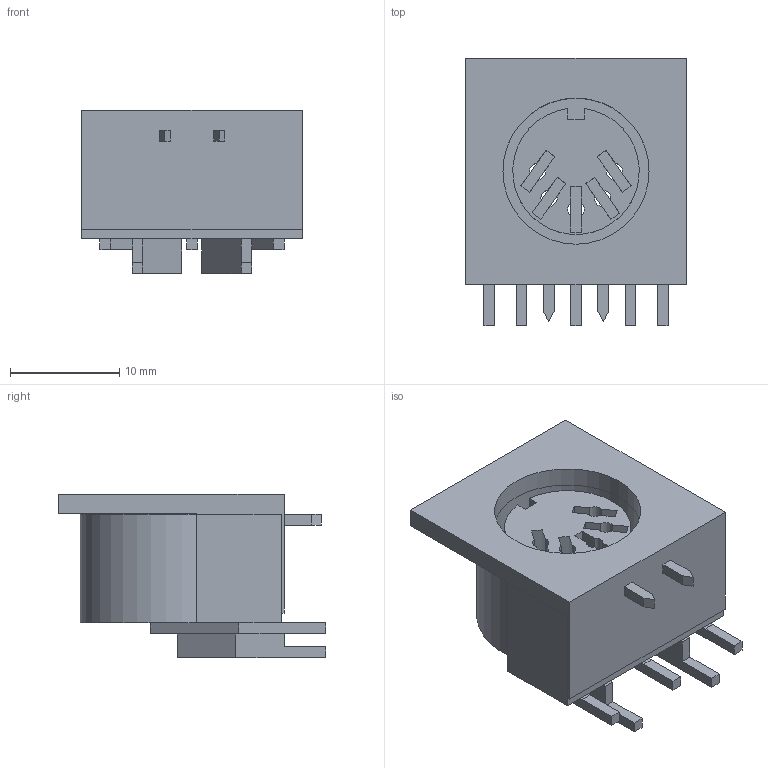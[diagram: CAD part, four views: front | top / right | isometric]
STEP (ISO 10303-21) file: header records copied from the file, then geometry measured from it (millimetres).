
FILE_DESCRIPTION((' '),'2;1');
FILE_NAME( 'Midi-Din5-DS-5-02A PCB Mounted.stp', '2026-01-24T15:20:19', (' '), ('--- ---'), ' V2025.1 Dec 16 2024', ' 2026 (c)', ' ');
FILE_SCHEMA(('AP242_MANAGED_MODEL_BASED_3D_ENGINEERING_MIM_LF { 1 0 10303 442 1 1 4 }'));
Length unit declared in the file: millimetre
Products named in the file (1): Midi-Din5-DS-5-02A PCB Mounted
Bounding box: 20.2 x 24.5 x 14.97 mm (x, y, z)
Volume: 3298 mm3; surface area: 3784.1 mm2
Topology: 9 solids, 9 shells, 142 faces, 364 edges, 242 vertices
Faces by surface type: plane 127, cylinder 15
Full cylindrical faces by diameter (mm): 13.4 x2
Entity records: 4301 total; most frequent: CARTESIAN_POINT 747, ORIENTED_EDGE 724, DIRECTION 678, EDGE_CURVE 362, VECTOR 332, LINE 332, VERTEX_POINT 242, AXIS2_PLACEMENT_3D 173
